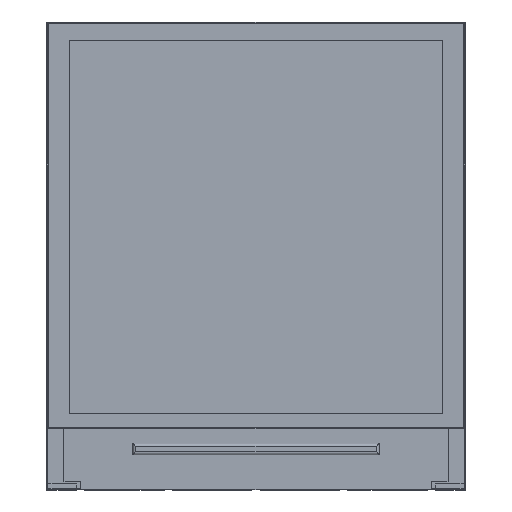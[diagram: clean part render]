
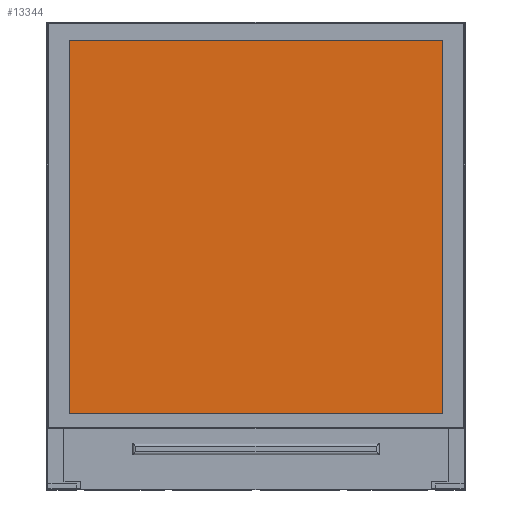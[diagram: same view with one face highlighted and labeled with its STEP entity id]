
A CAD part, top view. The second image highlights one B-rep face of the part: STEP entity #13344.
In plain terms, the highlighted planar face has unit normal (0, 0, 1).
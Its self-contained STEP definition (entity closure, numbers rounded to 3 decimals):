
#3043=ORIENTED_EDGE('',*,*,#4866,.F.);
#3044=ORIENTED_EDGE('',*,*,#4872,.F.);
#3045=ORIENTED_EDGE('',*,*,#4870,.F.);
#3046=ORIENTED_EDGE('',*,*,#4868,.F.);
#4866=EDGE_CURVE('',#5935,#5936,#6692,.T.);
#4868=EDGE_CURVE('',#5936,#5937,#6694,.T.);
#4870=EDGE_CURVE('',#5937,#5938,#6696,.T.);
#4872=EDGE_CURVE('',#5938,#5935,#6698,.T.);
#5935=VERTEX_POINT('',#20393);
#5936=VERTEX_POINT('',#20395);
#5937=VERTEX_POINT('',#20399);
#5938=VERTEX_POINT('',#20403);
#6692=LINE('',#20394,#7316);
#6694=LINE('',#20398,#7318);
#6696=LINE('',#20402,#7320);
#6698=LINE('',#20406,#7322);
#7316=VECTOR('',#15781,1000.);
#7318=VECTOR('',#15785,1000.);
#7320=VECTOR('',#15789,1000.);
#7322=VECTOR('',#15793,1000.);
#7874=EDGE_LOOP('',(#3043,#3044,#3045,#3046));
#8486=FACE_BOUND('',#7874,.T.);
#8979=PLANE('',#14082);
#13344=ADVANCED_FACE('',(#8486),#8979,.F.);
#14082=AXIS2_PLACEMENT_3D('',#20407,#15794,#15795);
#15781=DIRECTION('',(0.,1.,0.));
#15785=DIRECTION('',(1.,0.,0.));
#15789=DIRECTION('',(0.,-1.,0.));
#15793=DIRECTION('',(-1.,0.,0.));
#15794=DIRECTION('',(0.,0.,-1.));
#15795=DIRECTION('',(-1.,0.,0.));
#20393=CARTESIAN_POINT('',(-11.7,-9.861,1.435));
#20394=CARTESIAN_POINT('',(-11.7,-9.861,1.435));
#20395=CARTESIAN_POINT('',(-11.7,13.539,1.435));
#20398=CARTESIAN_POINT('',(-11.7,13.539,1.435));
#20399=CARTESIAN_POINT('',(11.7,13.539,1.435));
#20402=CARTESIAN_POINT('',(11.7,13.539,1.435));
#20403=CARTESIAN_POINT('',(11.7,-9.861,1.435));
#20406=CARTESIAN_POINT('',(11.7,-9.861,1.435));
#20407=CARTESIAN_POINT('',(0.,0.,1.435));
